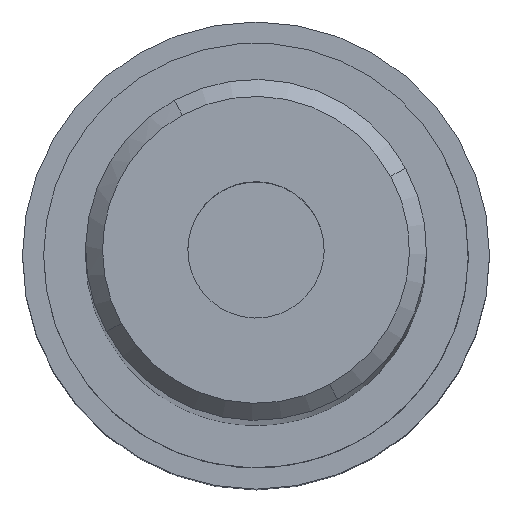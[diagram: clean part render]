
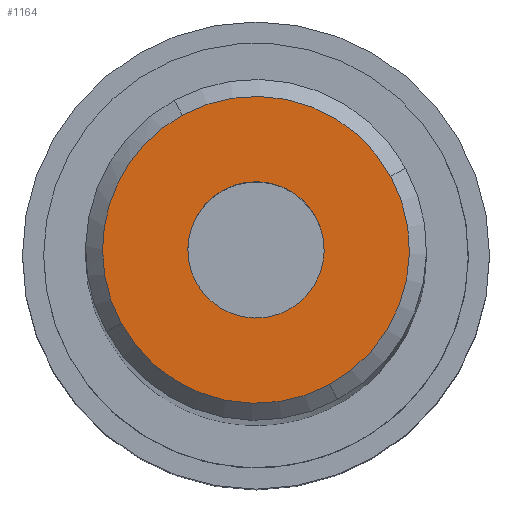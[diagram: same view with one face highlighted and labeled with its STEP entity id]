
A CAD part, top view. The second image highlights one B-rep face of the part: STEP entity #1164.
In plain terms, the highlighted planar face has unit normal (0, 0, 1).
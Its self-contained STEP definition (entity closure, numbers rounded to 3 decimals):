
#477=CARTESIAN_POINT('',(0.,0.,75.2));
#478=DIRECTION('',(0.,0.,1.));
#479=DIRECTION('',(-0.878,-0.479,0.));
#480=AXIS2_PLACEMENT_3D('',#477,#478,#479);
#485=CARTESIAN_POINT('',(0.,0.,75.2));
#486=DIRECTION('',(0.,0.,1.));
#487=DIRECTION('',(-1.,0.,0.));
#488=AXIS2_PLACEMENT_3D('',#485,#486,#487);
#493=CARTESIAN_POINT('',(0.,0.,75.2));
#494=DIRECTION('',(0.,0.,1.));
#495=DIRECTION('',(-0.479,0.878,0.));
#496=AXIS2_PLACEMENT_3D('',#493,#494,#495);
#501=CARTESIAN_POINT('',(0.,0.,75.2));
#502=DIRECTION('',(0.,0.,1.));
#503=DIRECTION('',(0.878,0.479,0.));
#504=AXIS2_PLACEMENT_3D('',#501,#502,#503);
#509=CARTESIAN_POINT('',(0.,0.,75.2));
#510=DIRECTION('',(0.,0.,1.));
#511=DIRECTION('',(0.479,-0.878,0.));
#512=AXIS2_PLACEMENT_3D('',#509,#510,#511);
#517=CARTESIAN_POINT('',(0.,0.,75.2));
#518=DIRECTION('',(0.,0.,-1.));
#519=DIRECTION('',(0.878,0.479,0.));
#520=AXIS2_PLACEMENT_3D('',#517,#518,#519);
#525=CARTESIAN_POINT('',(0.,0.,75.2));
#526=DIRECTION('',(0.,0.,-1.));
#527=DIRECTION('',(-0.878,-0.479,0.));
#528=AXIS2_PLACEMENT_3D('',#525,#526,#527);
#785=CARTESIAN_POINT('',(2.157,-3.949,75.2));
#786=VERTEX_POINT('',#785);
#787=CARTESIAN_POINT('',(3.949,2.157,75.2));
#788=VERTEX_POINT('',#787);
#789=CARTESIAN_POINT('',(-3.949,-2.157,75.2));
#790=VERTEX_POINT('',#789);
#791=CARTESIAN_POINT('',(-2.157,3.949,75.2));
#792=VERTEX_POINT('',#791);
#793=CARTESIAN_POINT('',(-4.5,0.,
75.2));
#794=VERTEX_POINT('',#793);
#795=CARTESIAN_POINT('',(1.755,0.959,75.2));
#796=CARTESIAN_POINT('',(-1.755,-0.959,
75.2));
#797=VERTEX_POINT('',#795);
#798=VERTEX_POINT('',#796);
#1144=CARTESIAN_POINT('',(0.,0.,75.2));
#1145=DIRECTION('',(0.,0.,1.));
#1146=DIRECTION('',(-1.,0.,0.));
#1147=AXIS2_PLACEMENT_3D('',#1144,#1145,#1146);
#1148=PLANE('',#1147);
#1150=ORIENTED_EDGE('',*,*,#1149,.F.);
#1151=ORIENTED_EDGE('',*,*,#1129,.F.);
#1152=ORIENTED_EDGE('',*,*,#1127,.F.);
#1153=ORIENTED_EDGE('',*,*,#1109,.F.);
#1155=ORIENTED_EDGE('',*,*,#1154,.F.);
#1156=EDGE_LOOP('',(#1150,#1151,#1152,#1153,#1155));
#1157=FACE_OUTER_BOUND('',#1156,.F.);
#1159=ORIENTED_EDGE('',*,*,#1158,.F.);
#1161=ORIENTED_EDGE('',*,*,#1160,.F.);
#1162=EDGE_LOOP('',(#1159,#1161));
#1163=FACE_BOUND('',#1162,.F.);
#481=CIRCLE('',#480,4.5);
#489=CIRCLE('',#488,4.5);
#497=CIRCLE('',#496,4.5);
#505=CIRCLE('',#504,4.5);
#513=CIRCLE('',#512,4.5);
#521=CIRCLE('',#520,2.);
#529=CIRCLE('',#528,2.);
#1109=EDGE_CURVE('',#788,#792,#505,.T.);
#1127=EDGE_CURVE('',#792,#794,#497,.T.);
#1129=EDGE_CURVE('',#794,#790,#489,.T.);
#1149=EDGE_CURVE('',#790,#786,#481,.T.);
#1154=EDGE_CURVE('',#786,#788,#513,.T.);
#1158=EDGE_CURVE('',#797,#798,#521,.T.);
#1160=EDGE_CURVE('',#798,#797,#529,.T.);
#1164=ADVANCED_FACE('',(#1157,#1163),#1148,.T.);
